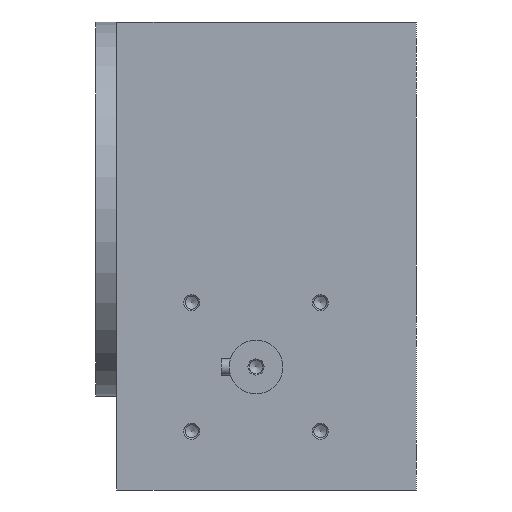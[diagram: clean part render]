
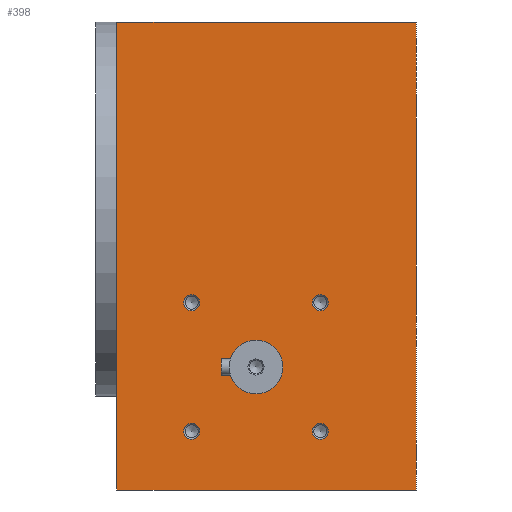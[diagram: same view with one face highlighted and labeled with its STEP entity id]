
A CAD part, left-side view. The second image highlights one B-rep face of the part: STEP entity #398.
In plain terms, the highlighted planar face has unit normal (-1, 0, 0).
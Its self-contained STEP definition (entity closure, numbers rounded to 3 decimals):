
#398 = ADVANCED_FACE( '', ( #1036, #1037, #1038, #1039, #1040, #1041 ), #1042, .F. );
#1036 = FACE_BOUND( '', #2092, .T. );
#1037 = FACE_BOUND( '', #2093, .T. );
#1038 = FACE_BOUND( '', #2094, .T. );
#1039 = FACE_BOUND( '', #2095, .T. );
#1040 = FACE_BOUND( '', #2096, .T. );
#1041 = FACE_OUTER_BOUND( '', #2097, .T. );
#1042 = PLANE( '', #2098 );
#2092 = EDGE_LOOP( '', ( #3217 ) );
#2093 = EDGE_LOOP( '', ( #3218 ) );
#2094 = EDGE_LOOP( '', ( #3219 ) );
#2095 = EDGE_LOOP( '', ( #3220 ) );
#2096 = EDGE_LOOP( '', ( #3221 ) );
#2097 = EDGE_LOOP( '', ( #3222, #3223, #3224, #3225, #3226 ) );
#2098 = AXIS2_PLACEMENT_3D( '', #3227, #3228, #3229 );
#3217 = ORIENTED_EDGE( '', *, *, #5408, .F. );
#3218 = ORIENTED_EDGE( '', *, *, #5409, .F. );
#3219 = ORIENTED_EDGE( '', *, *, #5410, .F. );
#3220 = ORIENTED_EDGE( '', *, *, #5411, .F. );
#3221 = ORIENTED_EDGE( '', *, *, #5412, .T. );
#3222 = ORIENTED_EDGE( '', *, *, #5413, .T. );
#3223 = ORIENTED_EDGE( '', *, *, #5414, .F. );
#3224 = ORIENTED_EDGE( '', *, *, #5415, .F. );
#3225 = ORIENTED_EDGE( '', *, *, #5416, .T. );
#3226 = ORIENTED_EDGE( '', *, *, #5417, .T. );
#3227 = CARTESIAN_POINT( '', ( -70., 56., 87.5 ) );
#3228 = DIRECTION( '', ( 1., 0., 0. ) );
#3229 = DIRECTION( '', ( 0., 0., -1. ) );
#5408 = EDGE_CURVE( '', #6325, #6325, #6326, .T. );
#5409 = EDGE_CURVE( '', #6327, #6327, #6328, .T. );
#5410 = EDGE_CURVE( '', #6329, #6329, #6330, .T. );
#5411 = EDGE_CURVE( '', #6331, #6331, #6332, .T. );
#5412 = EDGE_CURVE( '', #6333, #6333, #6334, .T. );
#5413 = EDGE_CURVE( '', #6335, #6336, #6337, .T. );
#5414 = EDGE_CURVE( '', #6338, #6336, #6339, .T. );
#5415 = EDGE_CURVE( '', #6340, #6338, #6341, .T. );
#5416 = EDGE_CURVE( '', #6340, #6342, #6343, .T. );
#5417 = EDGE_CURVE( '', #6342, #6335, #6344, .T. );
#6325 = VERTEX_POINT( '', #7593 );
#6326 = CIRCLE( '', #7594, 3. );
#6327 = VERTEX_POINT( '', #7595 );
#6328 = CIRCLE( '', #7596, 3. );
#6329 = VERTEX_POINT( '', #7597 );
#6330 = CIRCLE( '', #7598, 3. );
#6331 = VERTEX_POINT( '', #7599 );
#6332 = CIRCLE( '', #7600, 3. );
#6333 = VERTEX_POINT( '', #7601 );
#6334 = CIRCLE( '', #7602, 10. );
#6335 = VERTEX_POINT( '', #7603 );
#6336 = VERTEX_POINT( '', #7604 );
#6337 = LINE( '', #7605, #7606 );
#6338 = VERTEX_POINT( '', #7607 );
#6339 = LINE( '', #7608, #7609 );
#6340 = VERTEX_POINT( '', #7610 );
#6341 = LINE( '', #7611, #7612 );
#6342 = VERTEX_POINT( '', #7613 );
#6343 = LINE( '', #7614, #7615 );
#6344 = LINE( '', #7616, #7617 );
#7593 = CARTESIAN_POINT( '', ( -70., -20.042, -14.458 ) );
#7594 = AXIS2_PLACEMENT_3D( '', #9160, #9161, #9162 );
#7595 = CARTESIAN_POINT( '', ( -70., 28.042, -62.542 ) );
#7596 = AXIS2_PLACEMENT_3D( '', #9163, #9164, #9165 );
#7597 = CARTESIAN_POINT( '', ( -70., -20.042, -62.542 ) );
#7598 = AXIS2_PLACEMENT_3D( '', #9166, #9167, #9168 );
#7599 = CARTESIAN_POINT( '', ( -70., 28.042, -14.458 ) );
#7600 = AXIS2_PLACEMENT_3D( '', #9169, #9170, #9171 );
#7601 = CARTESIAN_POINT( '', ( -70., 4., -51.5 ) );
#7602 = AXIS2_PLACEMENT_3D( '', #9172, #9173, #9174 );
#7603 = CARTESIAN_POINT( '', ( -70., 56., -87.5 ) );
#7604 = CARTESIAN_POINT( '', ( -70., -56., -87.5 ) );
#7605 = CARTESIAN_POINT( '', ( -70., 56., -87.5 ) );
#7606 = VECTOR( '', #9175, 1000. );
#7607 = CARTESIAN_POINT( '', ( -70., -56., 87.5 ) );
#7608 = CARTESIAN_POINT( '', ( -70., -56., 87.5 ) );
#7609 = VECTOR( '', #9176, 1000. );
#7610 = CARTESIAN_POINT( '', ( -70., 56., 87.5 ) );
#7611 = CARTESIAN_POINT( '', ( -70., 56., 87.5 ) );
#7612 = VECTOR( '', #9177, 1000. );
#7613 = CARTESIAN_POINT( '', ( -70., 56., 17.5 ) );
#7614 = CARTESIAN_POINT( '', ( -70., 56., 87.5 ) );
#7615 = VECTOR( '', #9178, 1000. );
#7616 = CARTESIAN_POINT( '', ( -70., 56., 87.5 ) );
#7617 = VECTOR( '', #9179, 1000. );
#9160 = CARTESIAN_POINT( '', ( -70., -20.042, -17.458 ) );
#9161 = DIRECTION( '', ( -1., 0., 0. ) );
#9162 = DIRECTION( '', ( 0., 0., 1. ) );
#9163 = CARTESIAN_POINT( '', ( -70., 28.042, -65.542 ) );
#9164 = DIRECTION( '', ( -1., 0., 0. ) );
#9165 = DIRECTION( '', ( 0., 0., 1. ) );
#9166 = CARTESIAN_POINT( '', ( -70., -20.042, -65.542 ) );
#9167 = DIRECTION( '', ( -1., 0., 0. ) );
#9168 = DIRECTION( '', ( 0., 0., 1. ) );
#9169 = CARTESIAN_POINT( '', ( -70., 28.042, -17.458 ) );
#9170 = DIRECTION( '', ( -1., 0., 0. ) );
#9171 = DIRECTION( '', ( 0., 0., 1. ) );
#9172 = CARTESIAN_POINT( '', ( -70., 4., -41.5 ) );
#9173 = DIRECTION( '', ( 1., 0., 0. ) );
#9174 = DIRECTION( '', ( 0., 0., -1. ) );
#9175 = DIRECTION( '', ( 0., -1., 0. ) );
#9176 = DIRECTION( '', ( 0., 0., -1. ) );
#9177 = DIRECTION( '', ( 0., -1., 0. ) );
#9178 = DIRECTION( '', ( 0., 0., -1. ) );
#9179 = DIRECTION( '', ( 0., 0., -1. ) );
